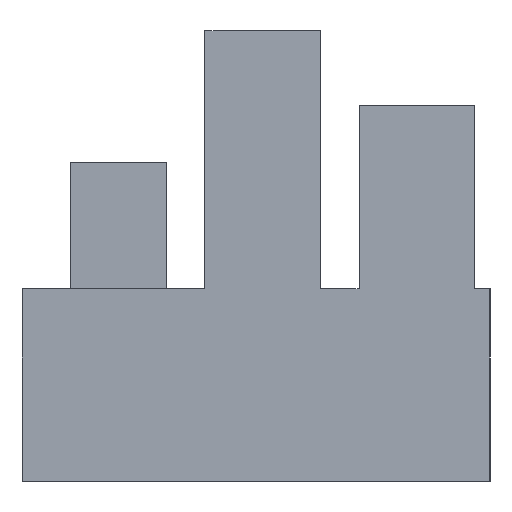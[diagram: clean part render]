
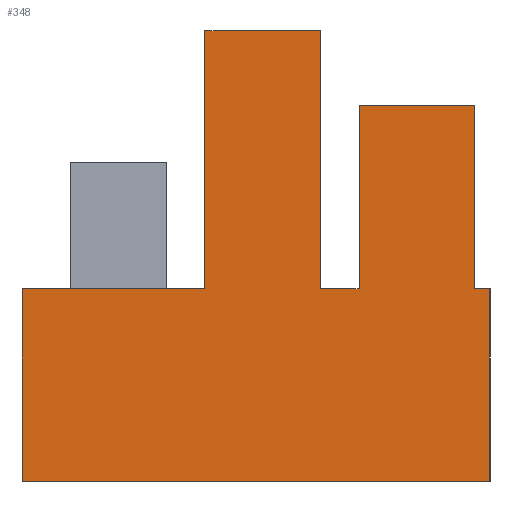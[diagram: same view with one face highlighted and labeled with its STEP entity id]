
A CAD part, left-side view. The second image highlights one B-rep face of the part: STEP entity #348.
In plain terms, the highlighted planar face has unit normal (-1, 0, 0).
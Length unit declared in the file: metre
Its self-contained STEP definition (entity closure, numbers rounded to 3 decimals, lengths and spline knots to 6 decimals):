
#44=ORIENTED_EDGE('',*,*,#135,.T.);
#45=ORIENTED_EDGE('',*,*,#136,.F.);
#46=ORIENTED_EDGE('',*,*,#122,.F.);
#47=ORIENTED_EDGE('',*,*,#137,.T.);
#48=ORIENTED_EDGE('',*,*,#138,.T.);
#49=ORIENTED_EDGE('',*,*,#139,.T.);
#50=ORIENTED_EDGE('',*,*,#118,.F.);
#51=ORIENTED_EDGE('',*,*,#140,.T.);
#52=ORIENTED_EDGE('',*,*,#141,.T.);
#53=ORIENTED_EDGE('',*,*,#142,.T.);
#54=ORIENTED_EDGE('',*,*,#115,.F.);
#55=ORIENTED_EDGE('',*,*,#134,.T.);
#115=EDGE_CURVE('',#163,#160,#195,.T.);
#118=EDGE_CURVE('',#166,#167,#198,.T.);
#122=EDGE_CURVE('',#170,#171,#202,.T.);
#134=EDGE_CURVE('',#163,#178,#214,.T.);
#135=EDGE_CURVE('',#178,#179,#215,.T.);
#136=EDGE_CURVE('',#171,#179,#216,.T.);
#137=EDGE_CURVE('',#170,#180,#217,.T.);
#138=EDGE_CURVE('',#180,#181,#218,.T.);
#139=EDGE_CURVE('',#181,#167,#219,.T.);
#140=EDGE_CURVE('',#166,#182,#220,.T.);
#141=EDGE_CURVE('',#182,#183,#221,.T.);
#142=EDGE_CURVE('',#183,#160,#222,.T.);
#160=VERTEX_POINT('',#493);
#163=VERTEX_POINT('',#498);
#166=VERTEX_POINT('',#505);
#167=VERTEX_POINT('',#507);
#170=VERTEX_POINT('',#514);
#171=VERTEX_POINT('',#516);
#178=VERTEX_POINT('',#536);
#179=VERTEX_POINT('',#540);
#180=VERTEX_POINT('',#543);
#181=VERTEX_POINT('',#545);
#182=VERTEX_POINT('',#548);
#183=VERTEX_POINT('',#550);
#195=LINE('',#499,#243);
#198=LINE('',#506,#246);
#202=LINE('',#515,#250);
#214=LINE('',#537,#262);
#215=LINE('',#539,#263);
#216=LINE('',#541,#264);
#217=LINE('',#542,#265);
#218=LINE('',#544,#266);
#219=LINE('',#546,#267);
#220=LINE('',#547,#268);
#221=LINE('',#549,#269);
#222=LINE('',#551,#270);
#243=VECTOR('',#405,1.);
#246=VECTOR('',#410,1.);
#250=VECTOR('',#416,1.);
#262=VECTOR('',#432,1.);
#263=VECTOR('',#435,1.);
#264=VECTOR('',#436,1.);
#265=VECTOR('',#437,1.);
#266=VECTOR('',#438,1.);
#267=VECTOR('',#439,1.);
#268=VECTOR('',#440,1.);
#269=VECTOR('',#441,1.);
#270=VECTOR('',#442,1.);
#290=EDGE_LOOP('',(#44,#45,#46,#47,#48,#49,#50,#51,#52,#53,#54,#55));
#310=FACE_BOUND('',#290,.T.);
#329=PLANE('',#380);
#348=ADVANCED_FACE('',(#310),#329,.F.);
#380=AXIS2_PLACEMENT_3D('',#538,#433,#434);
#405=DIRECTION('',(0.,-1.,0.));
#410=DIRECTION('',(0.,-1.,0.));
#416=DIRECTION('',(0.,-1.,0.));
#432=DIRECTION('',(0.,0.,-1.));
#433=DIRECTION('',(1.,0.,0.));
#434=DIRECTION('',(0.,0.,-1.));
#435=DIRECTION('',(0.,-1.,0.));
#436=DIRECTION('',(0.,0.,-1.));
#437=DIRECTION('',(0.,0.,1.));
#438=DIRECTION('',(0.,1.,0.));
#439=DIRECTION('',(0.,0.,-1.));
#440=DIRECTION('',(0.,0.,1.));
#441=DIRECTION('',(0.,1.,0.));
#442=DIRECTION('',(0.,0.,-1.));
#493=CARTESIAN_POINT('',(-0.039,0.0053,0.02));
#498=CARTESIAN_POINT('',(-0.039,0.0243,0.02));
#499=CARTESIAN_POINT('',(-0.039,0.,0.02));
#505=CARTESIAN_POINT('',(-0.039,-0.0067,0.02));
#506=CARTESIAN_POINT('',(-0.039,0.,0.02));
#507=CARTESIAN_POINT('',(-0.039,-0.0107,0.02));
#514=CARTESIAN_POINT('',(-0.039,-0.0227,0.02));
#515=CARTESIAN_POINT('',(-0.039,0.,0.02));
#516=CARTESIAN_POINT('',(-0.039,-0.0243,0.02));
#536=CARTESIAN_POINT('',(-0.039,0.0243,0.));
#537=CARTESIAN_POINT('',(-0.039,0.0243,0.02));
#538=CARTESIAN_POINT('',(-0.039,0.,0.02));
#539=CARTESIAN_POINT('',(-0.039,0.,0.));
#540=CARTESIAN_POINT('',(-0.039,-0.0243,0.));
#541=CARTESIAN_POINT('',(-0.039,-0.0243,0.02));
#542=CARTESIAN_POINT('',(-0.039,-0.0227,0.02954));
#543=CARTESIAN_POINT('',(-0.039,-0.0227,0.03908));
#544=CARTESIAN_POINT('',(-0.039,-0.0167,0.03908));
#545=CARTESIAN_POINT('',(-0.039,-0.0107,0.03908));
#546=CARTESIAN_POINT('',(-0.039,-0.0107,0.02954));
#547=CARTESIAN_POINT('',(-0.039,-0.0067,0.033405));
#548=CARTESIAN_POINT('',(-0.039,-0.0067,0.04681));
#549=CARTESIAN_POINT('',(-0.039,-0.0007,0.04681));
#550=CARTESIAN_POINT('',(-0.039,0.0053,0.04681));
#551=CARTESIAN_POINT('',(-0.039,0.0053,0.033405));
